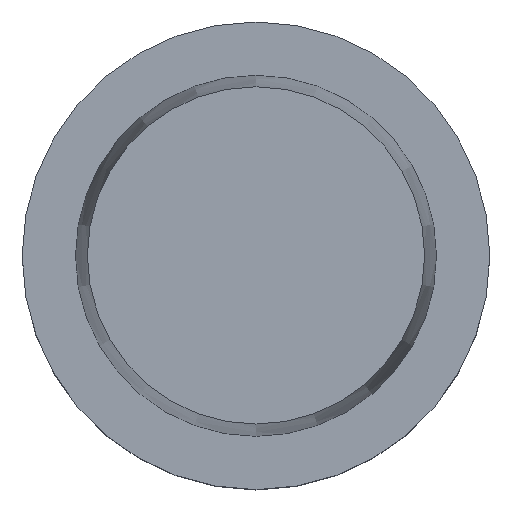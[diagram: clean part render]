
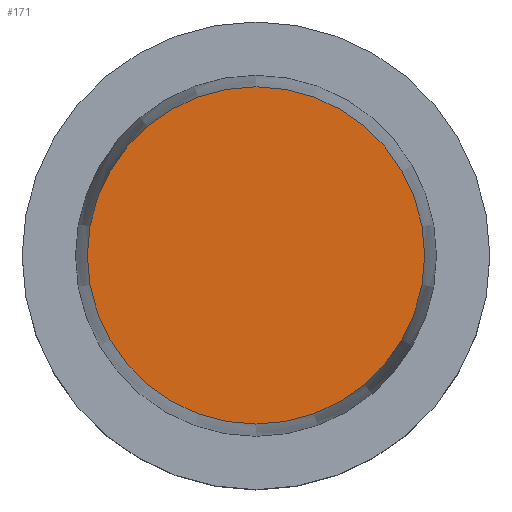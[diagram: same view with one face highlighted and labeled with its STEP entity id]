
A CAD part, top view. The second image highlights one B-rep face of the part: STEP entity #171.
In plain terms, the highlighted planar face has unit normal (0, 0, 1).
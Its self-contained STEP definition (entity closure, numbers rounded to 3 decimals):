
#154=EDGE_CURVE('Unnamed[1]',#330,#330,#331,.T.);
#171=ADVANCED_FACE('Unnamed[1]',(#356),#357,.T.);
#330=VERTEX_POINT('',#549);
#331=CIRCLE('',#550,22.715);
#356=FACE_OUTER_BOUND('',#582,.T.);
#357=PLANE('',#583);
#549=CARTESIAN_POINT('',(0.,22.715,32.0));
#550=AXIS2_PLACEMENT_3D('',#756,#757,#758);
#582=EDGE_LOOP('',(#784));
#583=AXIS2_PLACEMENT_3D('',#785,#786,#787);
#756=CARTESIAN_POINT('',(0.,0.,32.0));
#757=DIRECTION('',(0.,0.,1.0));
#758=DIRECTION('',(0.,1.0,0.));
#784=ORIENTED_EDGE('',*,*,#154,.T.);
#785=CARTESIAN_POINT('',(0.,11.358,32.0));
#786=DIRECTION('',(0.,0.,1.0));
#787=DIRECTION('',(0.,1.0,0.));
